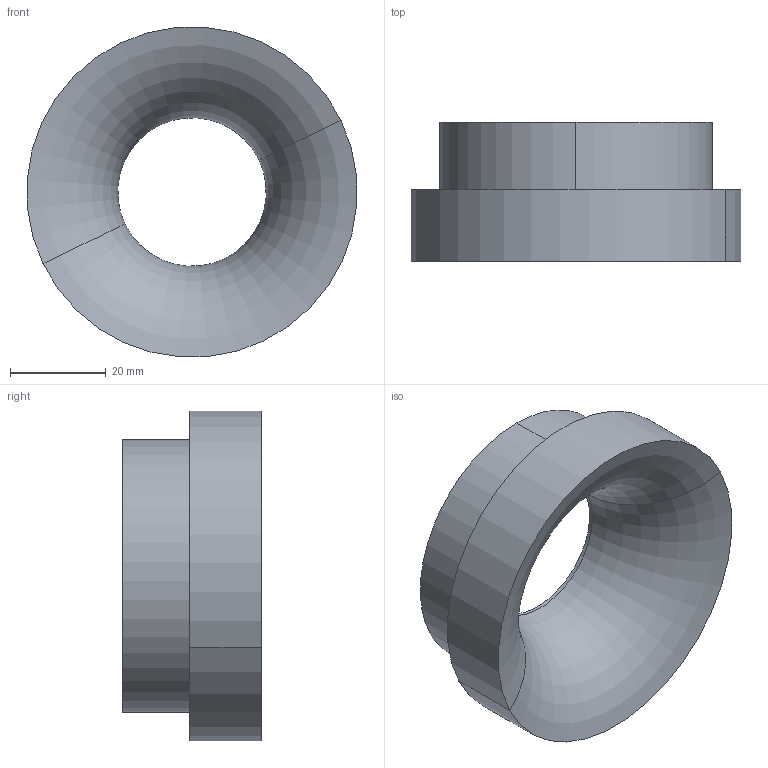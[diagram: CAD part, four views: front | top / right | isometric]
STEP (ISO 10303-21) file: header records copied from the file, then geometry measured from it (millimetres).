
FILE_DESCRIPTION(('CATIA V5 STEP Exchange'),'2;1');
FILE_NAME('MINI COMBO-AC.stp','2025-12-19T09:18:29+00:00',('none'),('none'),'CATIA Version 5-6 Release 2018','CATIA V5 STEP AP203','none');
FILE_SCHEMA(('CONFIG_CONTROL_DESIGN'));
Length unit declared in the file: millimetre
Products named in the file (1): f
Assembly tree (2 placements, depth 2):
  f
    #57
    #471
Bounding box: 68.8 x 29 x 68.8 mm (x, y, z)
Volume: 48522.1 mm3; surface area: 20166.9 mm2
Topology: 2 solids, 2 shells, 58 faces, 128 edges, 84 vertices
Faces by surface type: cylinder 36, plane 20, torus 2
Entity records: 1976 total; most frequent: CARTESIAN_POINT 636, ORIENTED_EDGE 256, DIRECTION 233, EDGE_CURVE 128, AXIS2_PLACEMENT_3D 117, VERTEX_POINT 84, EDGE_LOOP 72, ADVANCED_FACE 58
